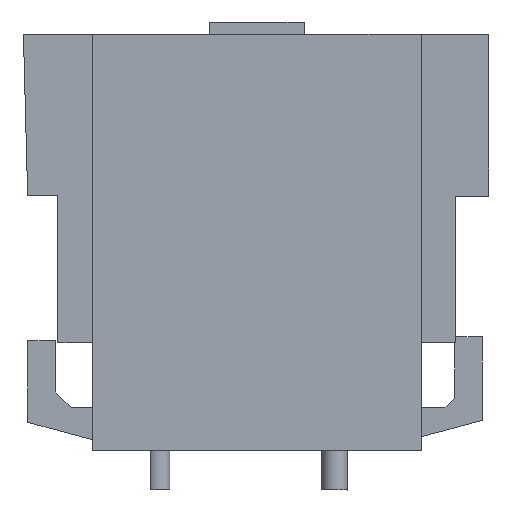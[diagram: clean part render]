
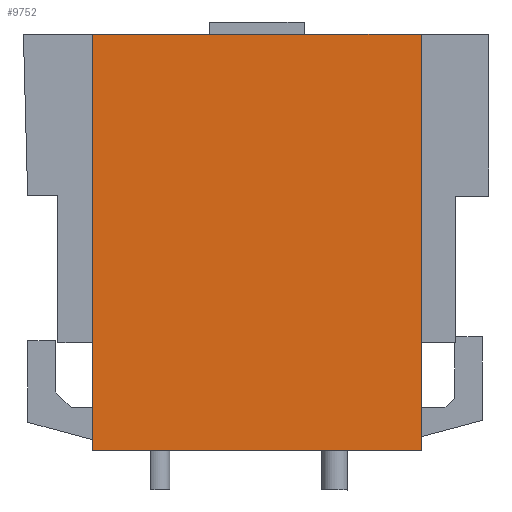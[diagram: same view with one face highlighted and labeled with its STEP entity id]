
A CAD part, left-side view. The second image highlights one B-rep face of the part: STEP entity #9752.
In plain terms, the highlighted planar face has unit normal (-1, 0, 0).
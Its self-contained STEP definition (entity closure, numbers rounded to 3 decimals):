
#93=DIRECTION('',(0.,0.,-1.));
#94=VECTOR('',#93,33.95);
#95=CARTESIAN_POINT('',(0.,26.799,33.951));
#96=LINE('',#95,#94);
#489=DIRECTION('',(0.,0.,1.));
#490=VECTOR('',#489,33.95);
#491=CARTESIAN_POINT('',(0.,0.,0.));
#492=LINE('',#491,#490);
#617=DIRECTION('',(0.,1.,0.));
#618=VECTOR('',#617,26.8);
#619=CARTESIAN_POINT('',(0.,0.,33.95));
#620=LINE('',#619,#618);
#2316=DIRECTION('',(0.,-1.,0.));
#2317=VECTOR('',#2316,26.8);
#2318=CARTESIAN_POINT('',(0.,26.801,0.001));
#2319=LINE('',#2318,#2317);
#5552=CARTESIAN_POINT('',(0.,26.799,33.951));
#5553=VERTEX_POINT('',#5552);
#5554=CARTESIAN_POINT('',(0.,26.801,0.001));
#5555=VERTEX_POINT('',#5554);
#5582=CARTESIAN_POINT('',(0.,0.,0.));
#5583=VERTEX_POINT('',#5582);
#5634=CARTESIAN_POINT('',(0.,0.,33.95));
#5635=VERTEX_POINT('',#5634);
#9740=CARTESIAN_POINT('',(0.,13.399,32.751));
#9741=DIRECTION('',(1.,0.,0.));
#9742=DIRECTION('',(0.,1.,0.));
#9743=AXIS2_PLACEMENT_3D('',#9740,#9741,#9742);
#9744=PLANE('',#9743);
#9745=ORIENTED_EDGE('',*,*,#7606,.F.);
#9746=ORIENTED_EDGE('',*,*,#7417,.F.);
#9748=ORIENTED_EDGE('',*,*,#9747,.F.);
#9749=ORIENTED_EDGE('',*,*,#6941,.F.);
#9750=EDGE_LOOP('',(#9745,#9746,#9748,#9749));
#9751=FACE_OUTER_BOUND('',#9750,.F.);
#6941=EDGE_CURVE('',#5553,#5555,#96,.T.);
#7417=EDGE_CURVE('',#5583,#5635,#492,.T.);
#7606=EDGE_CURVE('',#5635,#5553,#620,.T.);
#9747=EDGE_CURVE('',#5555,#5583,#2319,.T.);
#9752=ADVANCED_FACE('',(#9751),#9744,.F.);
